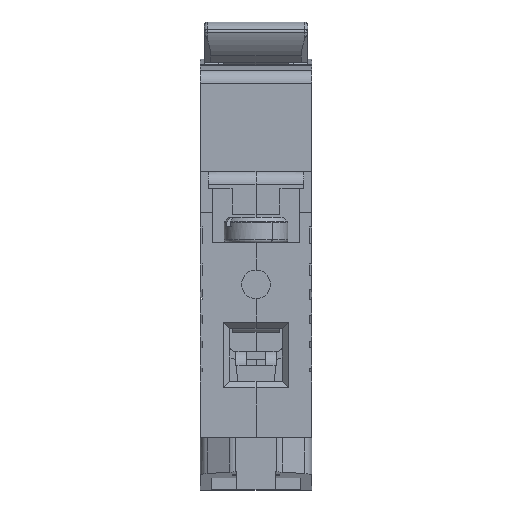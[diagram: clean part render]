
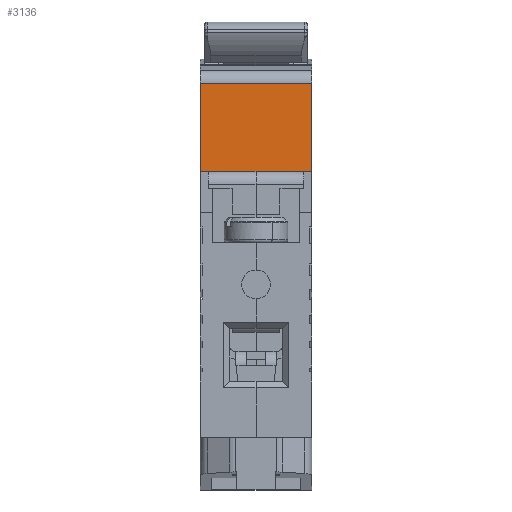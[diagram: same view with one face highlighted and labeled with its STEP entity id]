
A CAD part, front view. The second image highlights one B-rep face of the part: STEP entity #3136.
In plain terms, the highlighted planar face has unit normal (0, -1, 0).
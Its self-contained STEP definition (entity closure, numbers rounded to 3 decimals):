
#200 = CARTESIAN_POINT ( 'NONE',  ( -8.75, -22.6, 49.9 ) ) ;
#438 = CARTESIAN_POINT ( 'NONE',  ( 8.75, -22.6, 63.728 ) ) ;
#646 = EDGE_CURVE ( 'NONE', #23417, #3960, #14403, .T. ) ;
#2950 = DIRECTION ( 'NONE',  ( 0., 0., 1. ) ) ;
#3136 = ADVANCED_FACE ( 'NONE', ( #14131 ), #8953, .F. ) ;
#3672 = DIRECTION ( 'NONE',  ( -1., 0., 0. ) ) ;
#3960 = VERTEX_POINT ( 'NONE', #7276 ) ;
#6339 = DIRECTION ( 'NONE',  ( 0., 0., -1. ) ) ;
#7276 = CARTESIAN_POINT ( 'NONE',  ( 8.75, -22.6, 49.9 ) ) ;
#7464 = ORIENTED_EDGE ( 'NONE', *, *, #31664, .T. ) ;
#7600 = VECTOR ( 'NONE', #21147, 1000. ) ;
#7899 = VERTEX_POINT ( 'NONE', #24419 ) ;
#8149 = VECTOR ( 'NONE', #25042, 1000. ) ;
#8746 = CARTESIAN_POINT ( 'NONE',  ( 8.75, -22.6, 49.9 ) ) ;
#8953 = PLANE ( 'NONE',  #33151 ) ;
#10700 = EDGE_CURVE ( 'NONE', #17765, #22381, #26961, .T. ) ;
#11960 = ORIENTED_EDGE ( 'NONE', *, *, #646, .F. ) ;
#13440 = ORIENTED_EDGE ( 'NONE', *, *, #27753, .T. ) ;
#13448 = EDGE_CURVE ( 'NONE', #3960, #17765, #28025, .T. ) ;
#14131 = FACE_OUTER_BOUND ( 'NONE', #20583, .T. ) ;
#14403 = LINE ( 'NONE', #8746, #14438 ) ;
#14438 = VECTOR ( 'NONE', #6339, 1000. ) ;
#14961 = CARTESIAN_POINT ( 'NONE',  ( 8.75, -22.6, 49.9 ) ) ;
#16490 = CARTESIAN_POINT ( 'NONE',  ( 8.75, -22.6, 49.9 ) ) ;
#17765 = VERTEX_POINT ( 'NONE', #26946 ) ;
#19424 = DIRECTION ( 'NONE',  ( 0., 1., 0. ) ) ;
#20000 = ORIENTED_EDGE ( 'NONE', *, *, #13448, .F. ) ;
#20583 = EDGE_LOOP ( 'NONE', ( #11960, #13440, #7464, #33692, #20000 ) ) ;
#21147 = DIRECTION ( 'NONE',  ( 0., 0., -1. ) ) ;
#21484 = LINE ( 'NONE', #200, #7600 ) ;
#22381 = VERTEX_POINT ( 'NONE', #32144 ) ;
#23417 = VERTEX_POINT ( 'NONE', #438 ) ;
#24419 = CARTESIAN_POINT ( 'NONE',  ( -8.75, -22.6, 63.728 ) ) ;
#25042 = DIRECTION ( 'NONE',  ( -1., 0., 0. ) ) ;
#26946 = CARTESIAN_POINT ( 'NONE',  ( 0., -22.6, 49.9 ) ) ;
#26961 = LINE ( 'NONE', #16490, #8149 ) ;
#27680 = DIRECTION ( 'NONE',  ( -1., 0., 0. ) ) ;
#27753 = EDGE_CURVE ( 'NONE', #23417, #7899, #30126, .T. ) ;
#28025 = LINE ( 'NONE', #14961, #32717 ) ;
#29233 = CARTESIAN_POINT ( 'NONE',  ( 8.75, -22.6, 49.9 ) ) ;
#30126 = LINE ( 'NONE', #33016, #30994 ) ;
#30994 = VECTOR ( 'NONE', #3672, 1000. ) ;
#31664 = EDGE_CURVE ( 'NONE', #7899, #22381, #21484, .T. ) ;
#32144 = CARTESIAN_POINT ( 'NONE',  ( -8.75, -22.6, 49.9 ) ) ;
#32717 = VECTOR ( 'NONE', #27680, 1000. ) ;
#33016 = CARTESIAN_POINT ( 'NONE',  ( 8.75, -22.6, 63.728 ) ) ;
#33151 = AXIS2_PLACEMENT_3D ( 'NONE', #29233, #19424, #2950 ) ;
#33692 = ORIENTED_EDGE ( 'NONE', *, *, #10700, .F. ) ;
